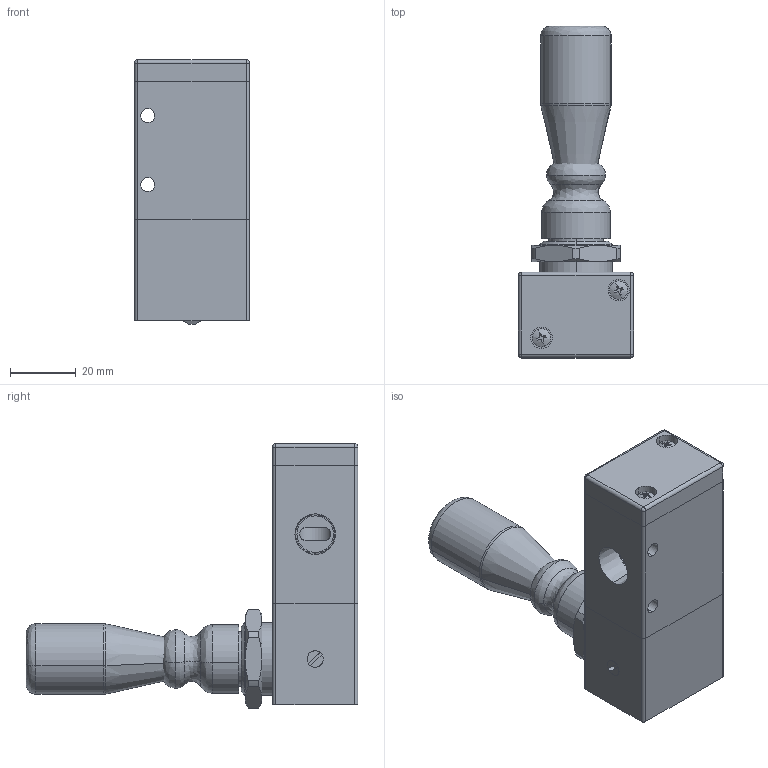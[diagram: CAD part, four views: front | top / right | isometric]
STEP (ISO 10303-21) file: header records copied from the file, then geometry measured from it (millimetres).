
FILE_DESCRIPTION (( 'STEP AP203' ), '1' );
FILE_NAME ('TSV98322.step', '2017-02-20T23:27:07', ( '' ), ( '' ), 'SwSTEP 2.0', 'SolidWorks 2016', '' );
FILE_SCHEMA (( 'CONFIG_CONTROL_DESIGN' ));
Length unit declared in the file: millimetre
Products named in the file (1): TSV98322
Bounding box: 35 x 101 x 80.5 mm (x, y, z)
Volume: 77805.4 mm3; surface area: 31067 mm2
Topology: 12 solids, 12 shells, 343 faces, 830 edges, 522 vertices
Faces by surface type: cylinder 137, plane 129, cone 45, bspline 32
Entity records: 10869 total; most frequent: CARTESIAN_POINT 2883, DIRECTION 1684, ORIENTED_EDGE 1636, EDGE_CURVE 818, AXIS2_PLACEMENT_3D 687, VERTEX_POINT 522, EDGE_LOOP 394, CIRCLE 375
